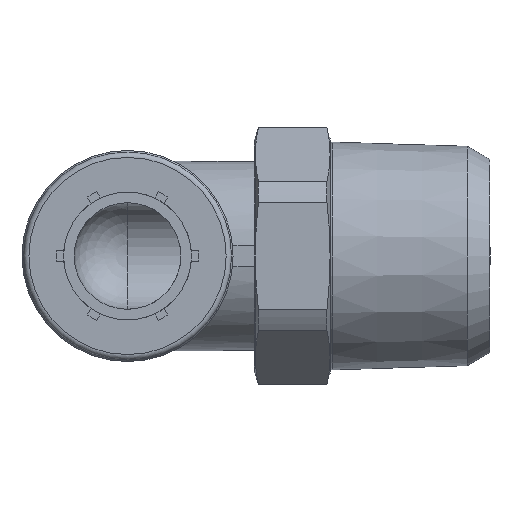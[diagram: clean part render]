
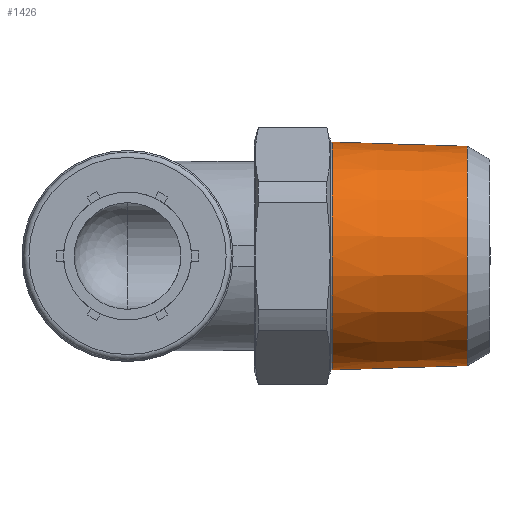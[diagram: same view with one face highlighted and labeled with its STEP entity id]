
A CAD part, left-side view. The second image highlights one B-rep face of the part: STEP entity #1426.
In plain terms, the highlighted conical face has half-angle 1.788 degrees and reference radius 10.684 mm.
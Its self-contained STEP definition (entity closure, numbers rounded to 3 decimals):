
#41=CONICAL_SURFACE('',#1609,10.684,0.031);
#529=ORIENTED_EDGE('',*,*,#874,.F.);
#530=ORIENTED_EDGE('',*,*,#873,.T.);
#873=EDGE_CURVE('',#1035,#1035,#1123,.T.);
#874=EDGE_CURVE('',#1036,#1036,#1124,.T.);
#1035=VERTEX_POINT('',#2533);
#1036=VERTEX_POINT('',#2536);
#1123=CIRCLE('',#1608,10.684);
#1124=CIRCLE('',#1610,10.288);
#1198=EDGE_LOOP('',(#529));
#1199=EDGE_LOOP('',(#530));
#1306=FACE_BOUND('',#1198,.T.);
#1307=FACE_BOUND('',#1199,.T.);
#1426=ADVANCED_FACE('',(#1306,#1307),#41,.T.);
#1608=AXIS2_PLACEMENT_3D('',#2532,#1986,#1987);
#1609=AXIS2_PLACEMENT_3D('',#2534,#1988,#1989);
#1610=AXIS2_PLACEMENT_3D('',#2535,#1990,#1991);
#1986=DIRECTION('',(0.,-1.,0.));
#1987=DIRECTION('',(0.,0.,-1.));
#1988=DIRECTION('',(0.,1.,0.));
#1989=DIRECTION('',(0.,0.,1.));
#1990=DIRECTION('',(0.,-1.,0.));
#1991=DIRECTION('',(0.,0.,-1.));
#2532=CARTESIAN_POINT('',(0.,-19.2,0.));
#2533=CARTESIAN_POINT('',(0.,-19.2,-10.684));
#2534=CARTESIAN_POINT('',(0.,-19.2,0.));
#2535=CARTESIAN_POINT('',(0.,-31.872,0.));
#2536=CARTESIAN_POINT('',(0.,-31.872,-10.288));
